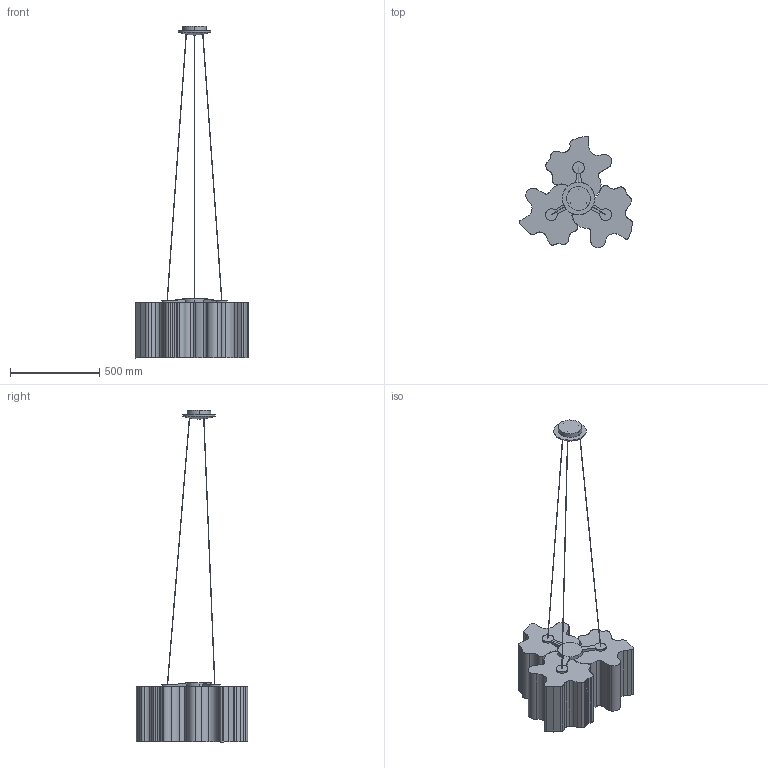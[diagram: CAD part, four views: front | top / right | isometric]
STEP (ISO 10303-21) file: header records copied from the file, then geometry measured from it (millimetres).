
FILE_DESCRIPTION(/* description */ (''),/* implementation_level */ '2;1');
FILE_NAME(/* name */ 'Logico_Standard_Sospensione_3x120_3D',/* time_stamp */ '2011-11-25T14:58:32+01:00',/* author */ (''),/* organization */ (''),/* preprocessor_version */ 'ST-DEVELOPER v10',/* originating_system */ '',/* authorisation */ '');
FILE_SCHEMA (('CONFIG_CONTROL_DESIGN'));
Length unit declared in the file: millimetre
Products named in the file (1): 1
Bounding box: 632.39 x 625 x 1857 mm (x, y, z)
Volume: 1893964.1 mm3; surface area: 1576233.7 mm2
Topology: 5 solids, 11 shells, 246 faces, 668 edges, 430 vertices
Faces by surface type: bspline 218, plane 28
Entity records: 9154 total; most frequent: CARTESIAN_POINT 5626, ORIENTED_EDGE 1181, EDGE_CURVE 656, VERTEX_POINT 430, B_SPLINE_CURVE_WITH_KNOTS 311, EDGE_LOOP 250, ADVANCED_FACE 246, FACE_OUTER_BOUND 246
